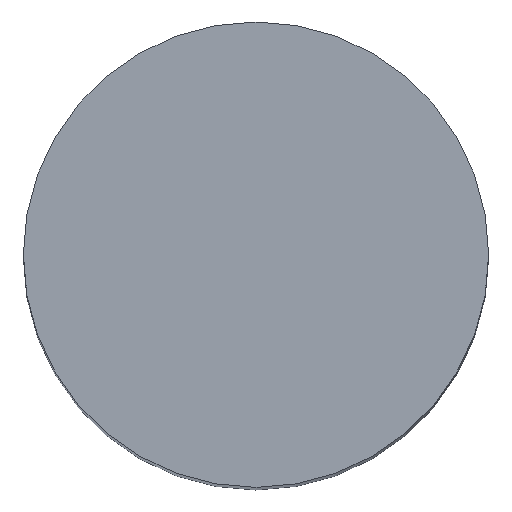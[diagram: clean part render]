
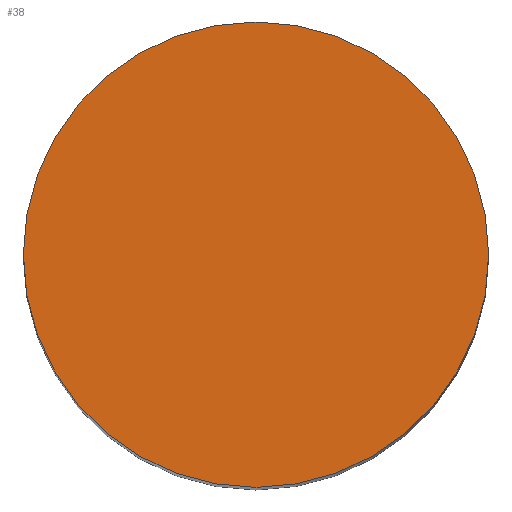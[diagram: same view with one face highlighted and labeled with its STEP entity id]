
A CAD part, top view. The second image highlights one B-rep face of the part: STEP entity #38.
In plain terms, the highlighted planar face has unit normal (0, 0, 1).
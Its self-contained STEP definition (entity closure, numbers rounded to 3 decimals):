
#6 = CARTESIAN_POINT ( 'NONE',  ( 20., 0., 130. ) ) ;
#8 = AXIS2_PLACEMENT_3D ( 'NONE', #140, #49, #136 ) ;
#19 = VERTEX_POINT ( 'NONE', #92 ) ;
#21 = CARTESIAN_POINT ( 'NONE',  ( 0., 0., 130. ) ) ;
#33 = VERTEX_POINT ( 'NONE', #6 ) ;
#38 = ADVANCED_FACE ( 'NONE', ( #166 ), #103, .T. ) ;
#45 = DIRECTION ( 'NONE',  ( 1., 0., 0. ) ) ;
#49 = DIRECTION ( 'NONE',  ( 0., 0., 1. ) ) ;
#55 = CIRCLE ( 'NONE', #8, 20. ) ;
#59 = CARTESIAN_POINT ( 'NONE',  ( 0., 0., 130. ) ) ;
#62 = DIRECTION ( 'NONE',  ( 1., 0., 0. ) ) ;
#81 = AXIS2_PLACEMENT_3D ( 'NONE', #21, #143, #62 ) ;
#92 = CARTESIAN_POINT ( 'NONE',  ( -20., 0., 130. ) ) ;
#94 = ORIENTED_EDGE ( 'NONE', *, *, #135, .T. ) ;
#103 = PLANE ( 'NONE',  #81 ) ;
#107 = AXIS2_PLACEMENT_3D ( 'NONE', #59, #165, #45 ) ;
#115 = EDGE_CURVE ( 'NONE', #19, #33, #126, .T. ) ;
#126 = CIRCLE ( 'NONE', #107, 20. ) ;
#135 = EDGE_CURVE ( 'NONE', #33, #19, #55, .T. ) ;
#136 = DIRECTION ( 'NONE',  ( 1., 0., 0. ) ) ;
#140 = CARTESIAN_POINT ( 'NONE',  ( 0., 0., 130. ) ) ;
#141 = ORIENTED_EDGE ( 'NONE', *, *, #115, .T. ) ;
#143 = DIRECTION ( 'NONE',  ( 0., 0., 1. ) ) ;
#156 = EDGE_LOOP ( 'NONE', ( #141, #94 ) ) ;
#165 = DIRECTION ( 'NONE',  ( 0., 0., 1. ) ) ;
#166 = FACE_OUTER_BOUND ( 'NONE', #156, .T. ) ;
